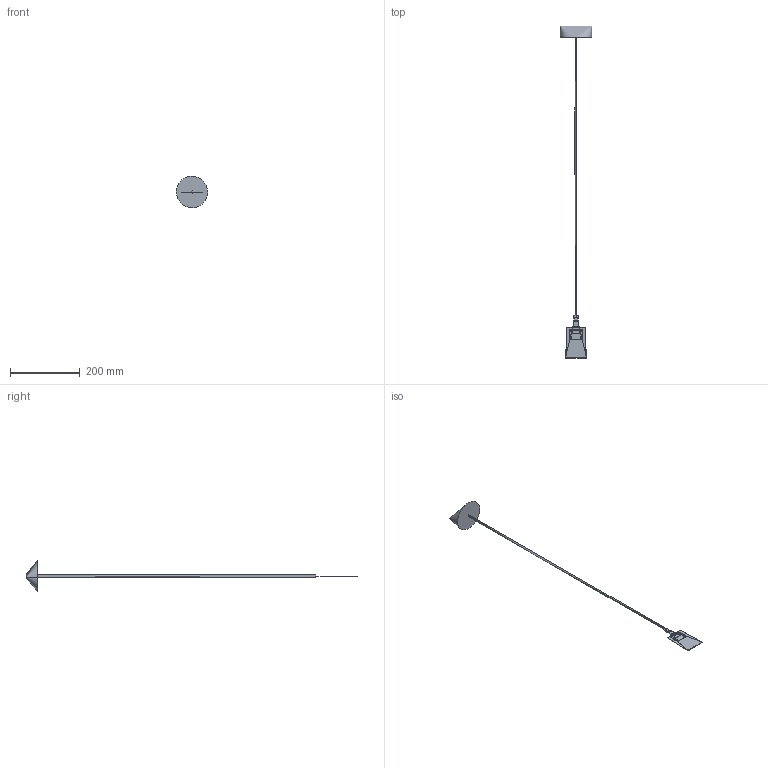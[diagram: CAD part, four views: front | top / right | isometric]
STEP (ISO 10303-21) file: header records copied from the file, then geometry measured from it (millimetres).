
FILE_DESCRIPTION(/* description */ (''),/* implementation_level */ '2;1');
FILE_NAME(/* name */ 'MR JACK SP1 SMALL BIANCO(NERO)',/* time_stamp */ '2020-06-19T08:21:16+08:00',/* author */ (''),/* organization */ (''),/* preprocessor_version */ 'ST-DEVELOPER v10',/* originating_system */ '',/* authorisation */ '');
FILE_SCHEMA (('CONFIG_CONTROL_DESIGN'));
Length unit declared in the file: millimetre
Products named in the file (1): 1
Bounding box: 90.07 x 955.3 x 90.31 mm (x, y, z)
Volume: 122496.2 mm3; surface area: 186736.1 mm2
Topology: 9 solids, 12 shells, 111 faces, 302 edges, 155 vertices
Faces by surface type: bspline 111
Entity records: 4002 total; most frequent: CARTESIAN_POINT 2462, ORIENTED_EDGE 440, EDGE_CURVE 225, VERTEX_POINT 119, ADVANCED_FACE 111, FACE_OUTER_BOUND 111, EDGE_LOOP 111, B_SPLINE_CURVE_WITH_KNOTS 107
